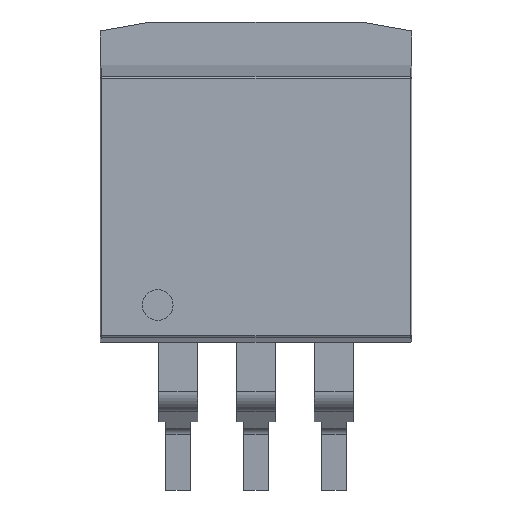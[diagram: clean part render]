
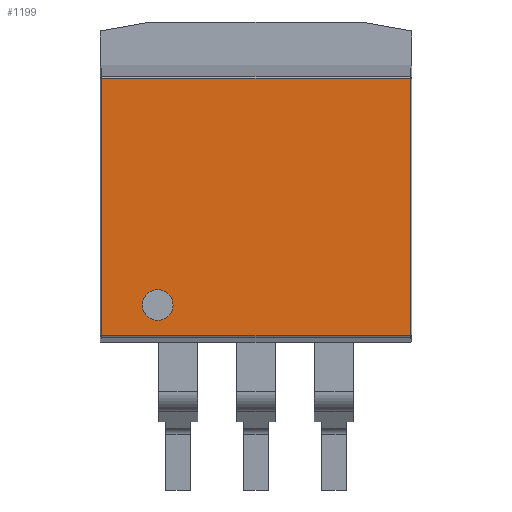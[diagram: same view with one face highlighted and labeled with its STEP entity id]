
A CAD part, top view. The second image highlights one B-rep face of the part: STEP entity #1199.
In plain terms, the highlighted face is planar.
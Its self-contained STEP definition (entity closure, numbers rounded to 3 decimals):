
#43=FACE_BOUND('',#209,.T.);
#56=CIRCLE('',#1329,0.5);
#75=PLANE('',#1328);
#139=FACE_OUTER_BOUND('',#208,.T.);
#208=EDGE_LOOP('',(#916,#917,#918,#919));
#209=EDGE_LOOP('',(#920));
#278=LINE('',#1821,#417);
#283=LINE('',#1842,#422);
#289=LINE('',#1856,#428);
#291=LINE('',#1859,#430);
#417=VECTOR('',#1458,10.);
#422=VECTOR('',#1483,10.);
#428=VECTOR('',#1501,10.);
#430=VECTOR('',#1505,10.);
#567=VERTEX_POINT('',#1804);
#569=VERTEX_POINT('',#1809);
#574=VERTEX_POINT('',#1825);
#576=VERTEX_POINT('',#1834);
#584=VERTEX_POINT('',#1873);
#685=EDGE_CURVE('',#567,#569,#278,.T.);
#696=EDGE_CURVE('',#576,#574,#283,.T.);
#704=EDGE_CURVE('',#569,#576,#289,.T.);
#706=EDGE_CURVE('',#574,#567,#291,.T.);
#713=EDGE_CURVE('',#584,#584,#56,.T.);
#916=ORIENTED_EDGE('',*,*,#696,.F.);
#917=ORIENTED_EDGE('',*,*,#704,.F.);
#918=ORIENTED_EDGE('',*,*,#685,.F.);
#919=ORIENTED_EDGE('',*,*,#706,.F.);
#920=ORIENTED_EDGE('',*,*,#713,.T.);
#1199=ADVANCED_FACE('',(#139,#43),#75,.T.);
#1328=AXIS2_PLACEMENT_3D('',#1872,#1519,#1520);
#1329=AXIS2_PLACEMENT_3D('',#1874,#1521,#1522);
#1458=DIRECTION('',(1.,0.,0.));
#1483=DIRECTION('',(-1.,0.,0.));
#1501=DIRECTION('',(0.,0.,1.));
#1505=DIRECTION('',(0.,0.,-1.));
#1519=DIRECTION('center_axis',(0.,1.,0.));
#1520=DIRECTION('ref_axis',(-1.,0.,0.));
#1521=DIRECTION('center_axis',(0.,-1.,0.));
#1522=DIRECTION('ref_axis',(1.,0.,0.));
#1804=CARTESIAN_POINT('',(-5.03,4.445,0.434));
#1809=CARTESIAN_POINT('',(5.03,4.445,0.434));
#1821=CARTESIAN_POINT('',(5.588,4.445,0.434));
#1825=CARTESIAN_POINT('',(-5.03,4.445,8.811));
#1834=CARTESIAN_POINT('',(5.03,4.445,8.811));
#1842=CARTESIAN_POINT('',(5.588,4.445,8.811));
#1856=CARTESIAN_POINT('',(5.03,4.445,0.));
#1859=CARTESIAN_POINT('',(-5.03,4.445,0.));
#1872=CARTESIAN_POINT('Origin',(5.08,4.445,0.));
#1873=CARTESIAN_POINT('',(-3.7,4.445,7.815));
#1874=CARTESIAN_POINT('Origin',(-3.2,4.445,7.815));
